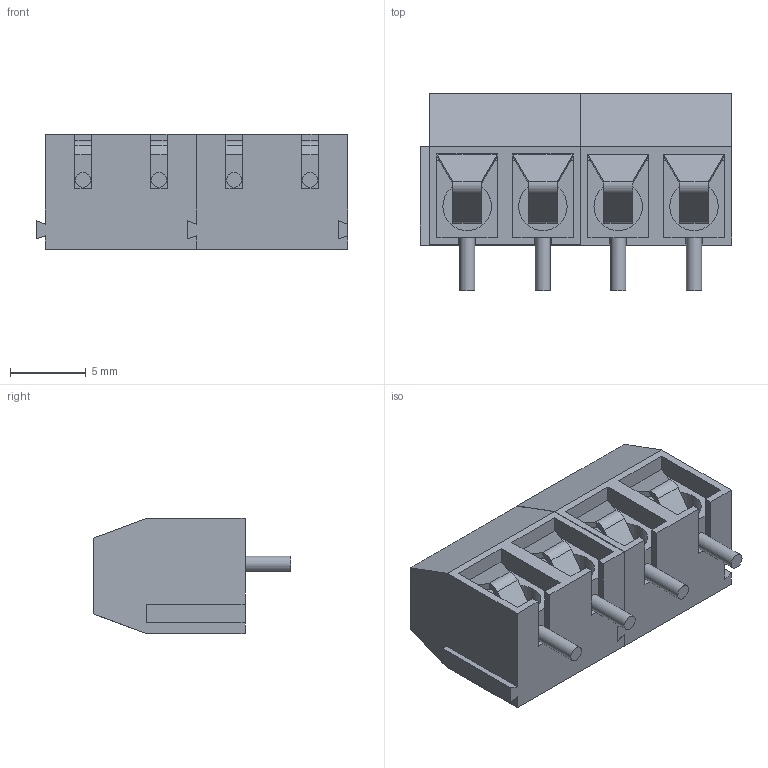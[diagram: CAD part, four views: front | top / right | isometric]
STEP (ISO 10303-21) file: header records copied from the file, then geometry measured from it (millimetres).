
FILE_DESCRIPTION(/* description */ (''),/* implementation_level */ '2;1');
FILE_NAME(/* name */ 'Screw_terminal_4way_5.step',/* time_stamp */ '2021-02-16T17:30:04+01:00',/* author */ (''),/* organization */ (''),/* preprocessor_version */ 'ST-DEVELOPER v18.1',/* originating_system */ 'Autodesk Translation Framework v9.7.1.1290',/* authorisation */ '');
FILE_SCHEMA (('AUTOMOTIVE_DESIGN { 1 0 10303 214 3 1 1 }'));
Length unit declared in the file: millimetre
Products named in the file (1): (Unsaved)
Bounding box: 20.56 x 13.01 x 7.6 mm (x, y, z)
Volume: 1131.3 mm3; surface area: 1702.9 mm2
Topology: 2 solids, 2 shells, 222 faces, 588 edges, 384 vertices
Faces by surface type: plane 190, cylinder 32
Full cylindrical faces by diameter (mm): 0.7 x4, 1 x4, 3.2 x4, 3.3 x4
Entity records: 6952 total; most frequent: CARTESIAN_POINT 1195, ORIENTED_EDGE 1176, DIRECTION 1122, EDGE_CURVE 588, LINE 500, VECTOR 500, VERTEX_POINT 384, AXIS2_PLACEMENT_3D 311
